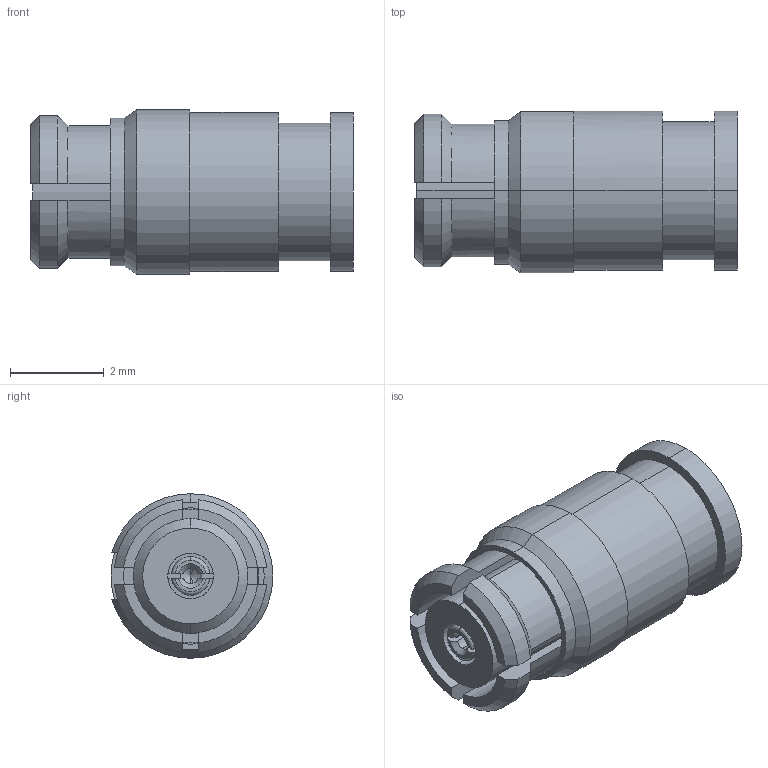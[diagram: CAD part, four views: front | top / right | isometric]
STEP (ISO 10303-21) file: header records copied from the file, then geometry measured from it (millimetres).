
FILE_DESCRIPTION (( 'STEP AP203' ), '1' );
FILE_NAME ('NM-5SPF15S-A82-009.STEP', '2022-02-17T09:31:02', ( '001' ), ( '' ), 'SwSTEP 2.0', 'SolidWorks 2020', '' );
FILE_SCHEMA (( 'CONFIG_CONTROL_DESIGN' ));
Length unit declared in the file: millimetre
Products named in the file (1): NM-5SPF15S-A82-009
Bounding box: 6.9 x 3.46 x 3.52 mm (x, y, z)
Volume: 44.6 mm3; surface area: 176 mm2
Topology: 1 solids, 1 shells, 117 faces, 303 edges, 191 vertices
Faces by surface type: cylinder 44, plane 38, cone 32, torus 3
Entity records: 3758 total; most frequent: CARTESIAN_POINT 802, DIRECTION 625, ORIENTED_EDGE 602, EDGE_CURVE 301, AXIS2_PLACEMENT_3D 248, VERTEX_POINT 191, CIRCLE 130, VECTOR 129
